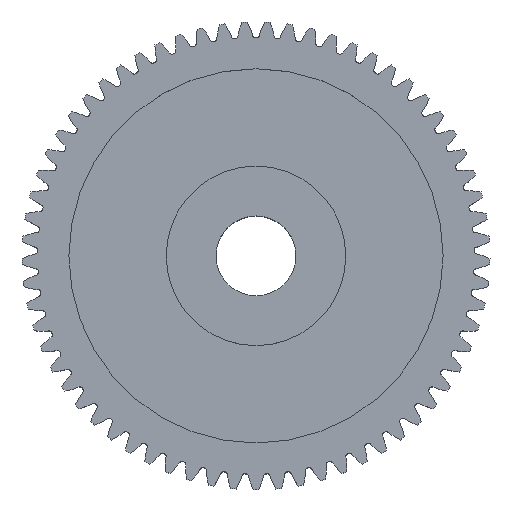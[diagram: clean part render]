
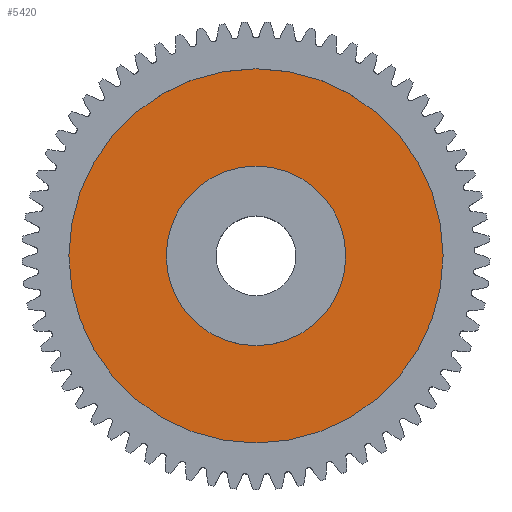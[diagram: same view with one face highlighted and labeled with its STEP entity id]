
A CAD part, top view. The second image highlights one B-rep face of the part: STEP entity #5420.
In plain terms, the highlighted planar face has unit normal (0, 0, 1).
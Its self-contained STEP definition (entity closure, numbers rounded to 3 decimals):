
#1149 = CARTESIAN_POINT ( 'NONE',  ( 18.75, 0., 4. ) ) ;
#1150 = CARTESIAN_POINT ( 'NONE',  ( -9., 0., 4. ) ) ;
#1154 = AXIS2_PLACEMENT_3D ( 'NONE', #1263, #1262, #1261 ) ;
#1170 = CARTESIAN_POINT ( 'NONE',  ( 9., 0., 4. ) ) ;
#1203 = DIRECTION ( 'NONE',  ( -1., 0., 0. ) ) ;
#1204 = DIRECTION ( 'NONE',  ( 0., 0., -1. ) ) ;
#1205 = AXIS2_PLACEMENT_3D ( 'NONE', #1215, #1204, #1203 ) ;
#1211 = CIRCLE ( 'NONE', #1154, 9. ) ;
#1213 = CIRCLE ( 'NONE', #1205, 18.75 ) ;
#1215 = CARTESIAN_POINT ( 'NONE',  ( 0., 0., 4. ) ) ;
#1261 = DIRECTION ( 'NONE',  ( -1., 0., 0. ) ) ;
#1262 = DIRECTION ( 'NONE',  ( 0., 0., -1. ) ) ;
#1263 = CARTESIAN_POINT ( 'NONE',  ( 0., 0., 4. ) ) ;
#1355 = CARTESIAN_POINT ( 'NONE',  ( -18.75, 0., 4. ) ) ;
#5403 = EDGE_CURVE ( 'NONE', #7967, #7993, #12214, .T. ) ;
#5404 = EDGE_CURVE ( 'NONE', #7976, #7984, #12162, .T. ) ;
#5405 = EDGE_LOOP ( 'NONE', ( #5556, #5553 ) ) ;
#5415 = ORIENTED_EDGE ( 'NONE', *, *, #7971, .F. ) ;
#5419 = EDGE_LOOP ( 'NONE', ( #5421, #5415 ) ) ;
#5420 = ADVANCED_FACE ( 'NONE', ( #12095, #12189 ), #12151, .F. ) ;
#5421 = ORIENTED_EDGE ( 'NONE', *, *, #5403, .F. ) ;
#5553 = ORIENTED_EDGE ( 'NONE', *, *, #5404, .T. ) ;
#5556 = ORIENTED_EDGE ( 'NONE', *, *, #7985, .T. ) ;
#7967 = VERTEX_POINT ( 'NONE', #1355 ) ;
#7971 = EDGE_CURVE ( 'NONE', #7993, #7967, #1213, .T. ) ;
#7976 = VERTEX_POINT ( 'NONE', #1170 ) ;
#7984 = VERTEX_POINT ( 'NONE', #1150 ) ;
#7985 = EDGE_CURVE ( 'NONE', #7984, #7976, #1211, .T. ) ;
#7993 = VERTEX_POINT ( 'NONE', #1149 ) ;
#12095 = FACE_BOUND ( 'NONE', #5405, .T. ) ;
#12147 = DIRECTION ( 'NONE',  ( -1., 0., 0. ) ) ;
#12148 = DIRECTION ( 'NONE',  ( 0., 0., -1. ) ) ;
#12149 = CARTESIAN_POINT ( 'NONE',  ( 0., 0., 4. ) ) ;
#12150 = AXIS2_PLACEMENT_3D ( 'NONE', #12149, #12148, #12147 ) ;
#12151 = PLANE ( 'NONE',  #12150 ) ;
#12162 = CIRCLE ( 'NONE', #12209, 9. ) ;
#12189 = FACE_OUTER_BOUND ( 'NONE', #5419, .T. ) ;
#12204 = DIRECTION ( 'NONE',  ( -1., 0., 0. ) ) ;
#12205 = DIRECTION ( 'NONE',  ( 0., 0., -1. ) ) ;
#12209 = AXIS2_PLACEMENT_3D ( 'NONE', #12215, #12205, #12204 ) ;
#12210 = DIRECTION ( 'NONE',  ( -1., 0., 0. ) ) ;
#12211 = DIRECTION ( 'NONE',  ( 0., 0., -1. ) ) ;
#12212 = CARTESIAN_POINT ( 'NONE',  ( 0., 0., 4. ) ) ;
#12213 = AXIS2_PLACEMENT_3D ( 'NONE', #12212, #12211, #12210 ) ;
#12214 = CIRCLE ( 'NONE', #12213, 18.75 ) ;
#12215 = CARTESIAN_POINT ( 'NONE',  ( 0., 0., 4. ) ) ;
